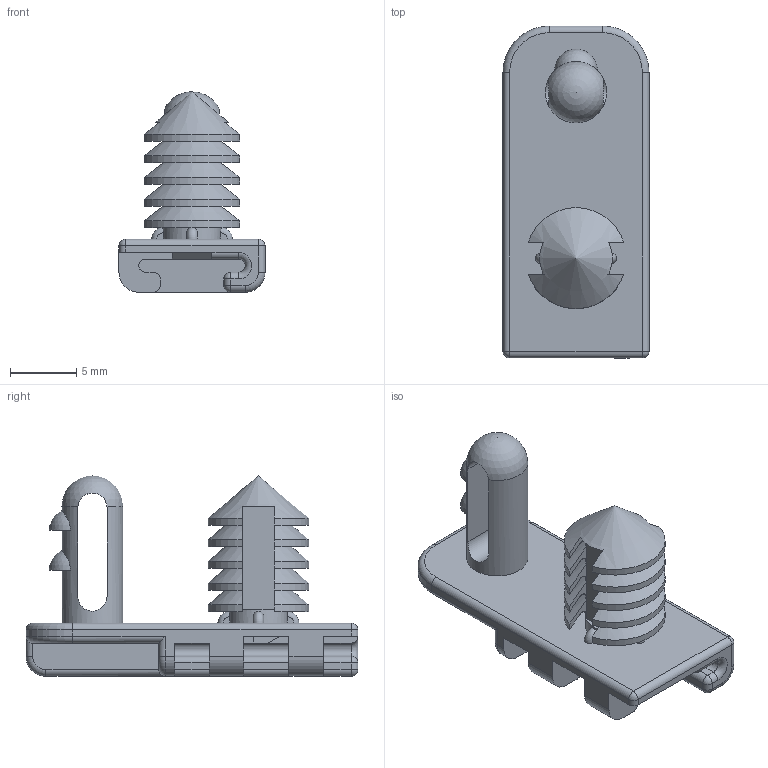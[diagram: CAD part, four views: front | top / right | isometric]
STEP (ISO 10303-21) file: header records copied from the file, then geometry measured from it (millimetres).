
FILE_DESCRIPTION(/* description */ (''),/* implementation_level */ '2;1');
FILE_NAME(/* name */ 'CLIP-201.stp',/* time_stamp */ '2021-06-15T01:12:47-05:00',/* author */ (''),/* organization */ ('Corsa Technic, LLC'),/* preprocessor_version */ 'ST-DEVELOPER v18.1',/* originating_system */ 'Autodesk Translation Framework v10.9.0.1377',/* authorisation */ '3D design STEP models are provided for reference only. STEP models DO NOT provide accurate tolerance information and the model may not be constructed to the nominal nor the manufacturing-optimized version of the design. User assumes all risks from use of these models. Corsa Technic, LLC makes no representation or warranty (expressed or implied) with respect to the STEP models, including but not limited to the accuracy or completeness of product dimensions or any other technical specifications contained in or accompanying the STEP models, non-infringement of third party rights, and quality, suitability, fitness for purpose or title.');
FILE_SCHEMA (('AUTOMOTIVE_DESIGN { 1 0 10303 214 3 1 1 }'));
Length unit declared in the file: millimetre
Products named in the file (1): CLIP-201
Bounding box: 11 x 25 x 15.1 mm (x, y, z)
Volume: 809.3 mm3; surface area: 1513.2 mm2
Topology: 1 solids, 1 shells, 188 faces, 523 edges, 337 vertices
Faces by surface type: plane 70, cylinder 68, torus 24, cone 19, sphere 7
Full cylindrical faces by diameter (mm): 4.4 x1, 4.6 x1
Entity records: 6390 total; most frequent: CARTESIAN_POINT 1606, ORIENTED_EDGE 1042, DIRECTION 992, EDGE_CURVE 521, AXIS2_PLACEMENT_3D 363, VERTEX_POINT 337, LINE 266, VECTOR 266
